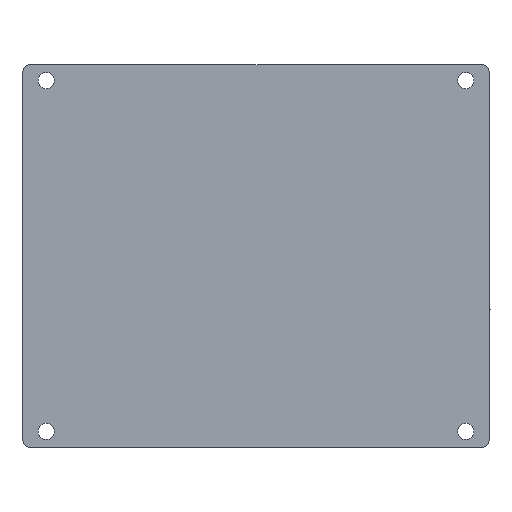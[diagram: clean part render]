
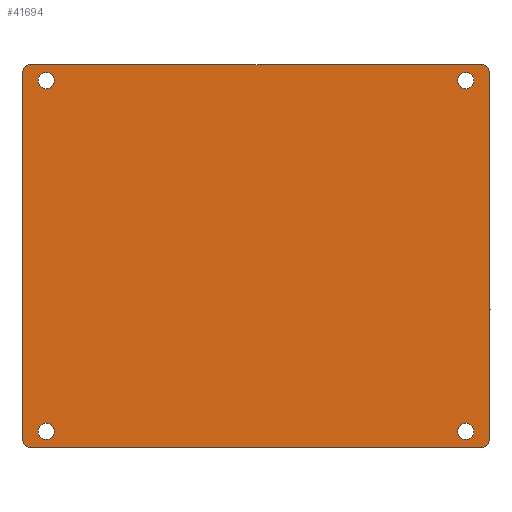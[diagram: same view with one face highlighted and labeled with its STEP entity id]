
A CAD part, front view. The second image highlights one B-rep face of the part: STEP entity #41694.
In plain terms, the highlighted planar face has unit normal (0, -1, 0).
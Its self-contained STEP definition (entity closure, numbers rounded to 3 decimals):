
#95 = CARTESIAN_POINT ( 'NONE',  ( -97., 0., -79. ) ) ;
#157 = DIRECTION ( 'NONE',  ( 0., 0., -1. ) ) ;
#230 = DIRECTION ( 'NONE',  ( 0., 1., 0. ) ) ;
#960 = ORIENTED_EDGE ( 'NONE', *, *, #30324, .F. ) ;
#1152 = VERTEX_POINT ( 'NONE', #42533 ) ;
#1264 = FACE_BOUND ( 'NONE', #3952, .T. ) ;
#1295 = AXIS2_PLACEMENT_3D ( 'NONE', #40431, #18767, #48032 ) ;
#1472 = DIRECTION ( 'NONE',  ( 0., 0., -1. ) ) ;
#1836 = EDGE_CURVE ( 'NONE', #3831, #4358, #30314, .T. ) ;
#3744 = DIRECTION ( 'NONE',  ( 0., 0., 1. ) ) ;
#3831 = VERTEX_POINT ( 'NONE', #31060 ) ;
#3952 = EDGE_LOOP ( 'NONE', ( #23184, #31970 ) ) ;
#4144 = ORIENTED_EDGE ( 'NONE', *, *, #34053, .T. ) ;
#4194 = CARTESIAN_POINT ( 'NONE',  ( 90., 0., -75.25 ) ) ;
#4358 = VERTEX_POINT ( 'NONE', #47947 ) ;
#4706 = CIRCLE ( 'NONE', #50144, 3.5 ) ;
#4777 = VERTEX_POINT ( 'NONE', #35513 ) ;
#5020 = DIRECTION ( 'NONE',  ( 0., 0., 1. ) ) ;
#5109 = CIRCLE ( 'NONE', #1295, 3.5 ) ;
#6169 = CARTESIAN_POINT ( 'NONE',  ( 90., 0., 71.75 ) ) ;
#6173 = EDGE_CURVE ( 'NONE', #24839, #27015, #19655, .T. ) ;
#6386 = CIRCLE ( 'NONE', #29239, 3.5 ) ;
#6388 = DIRECTION ( 'NONE',  ( 0., 0., 1. ) ) ;
#6741 = VECTOR ( 'NONE', #34141, 1000. ) ;
#6784 = DIRECTION ( 'NONE',  ( 0., 0., -1. ) ) ;
#6951 = EDGE_CURVE ( 'NONE', #27015, #24839, #6386, .T. ) ;
#7142 = CARTESIAN_POINT ( 'NONE',  ( -90., 0., 75.25 ) ) ;
#7156 = EDGE_CURVE ( 'NONE', #24025, #1152, #29283, .T. ) ;
#7408 = CARTESIAN_POINT ( 'NONE',  ( 90., 0., -75.25 ) ) ;
#8170 = CARTESIAN_POINT ( 'NONE',  ( -97., 0., 79. ) ) ;
#8350 = LINE ( 'NONE', #28563, #48266 ) ;
#8842 = CARTESIAN_POINT ( 'NONE',  ( -100., 0., 82. ) ) ;
#9210 = CARTESIAN_POINT ( 'NONE',  ( -90., 0., 71.75 ) ) ;
#9882 = CIRCLE ( 'NONE', #26474, 3. ) ;
#10152 = EDGE_LOOP ( 'NONE', ( #26408, #42890, #46279, #26098, #29106, #13408, #960, #24217 ) ) ;
#10260 = DIRECTION ( 'NONE',  ( 0., 0., 1. ) ) ;
#10449 = CARTESIAN_POINT ( 'NONE',  ( 97., 0., 79. ) ) ;
#10798 = DIRECTION ( 'NONE',  ( 0., 0., 1. ) ) ;
#10827 = EDGE_CURVE ( 'NONE', #41794, #24041, #39298, .T. ) ;
#10918 = LINE ( 'NONE', #8842, #25983 ) ;
#11153 = DIRECTION ( 'NONE',  ( 0., 1., 0. ) ) ;
#11631 = VERTEX_POINT ( 'NONE', #6169 ) ;
#11670 = FACE_BOUND ( 'NONE', #41184, .T. ) ;
#11736 = DIRECTION ( 'NONE',  ( 0., 1., 0. ) ) ;
#12210 = DIRECTION ( 'NONE',  ( 0., -1., 0. ) ) ;
#12495 = CARTESIAN_POINT ( 'NONE',  ( 100., 0., -79. ) ) ;
#12717 = ORIENTED_EDGE ( 'NONE', *, *, #29043, .T. ) ;
#12775 = EDGE_CURVE ( 'NONE', #1152, #24025, #15267, .T. ) ;
#12975 = CARTESIAN_POINT ( 'NONE',  ( -90., 0., 78.75 ) ) ;
#13408 = ORIENTED_EDGE ( 'NONE', *, *, #25014, .T. ) ;
#14870 = DIRECTION ( 'NONE',  ( 0., 1., 0. ) ) ;
#14886 = CARTESIAN_POINT ( 'NONE',  ( 90., 0., -78.75 ) ) ;
#15045 = DIRECTION ( 'NONE',  ( 0., 1., 0. ) ) ;
#15267 = CIRCLE ( 'NONE', #31659, 3.5 ) ;
#15461 = AXIS2_PLACEMENT_3D ( 'NONE', #49042, #230, #45935 ) ;
#15587 = PLANE ( 'NONE',  #52823 ) ;
#16323 = CARTESIAN_POINT ( 'NONE',  ( -100., 0., 79. ) ) ;
#18698 = EDGE_LOOP ( 'NONE', ( #45638, #24486 ) ) ;
#18767 = DIRECTION ( 'NONE',  ( 0., 1., 0. ) ) ;
#18873 = CIRCLE ( 'NONE', #15461, 3.5 ) ;
#19655 = CIRCLE ( 'NONE', #28516, 3.5 ) ;
#20340 = CIRCLE ( 'NONE', #40903, 3. ) ;
#20644 = CARTESIAN_POINT ( 'NONE',  ( -97., 0., 82. ) ) ;
#20912 = DIRECTION ( 'NONE',  ( 0., -1., 0. ) ) ;
#21541 = EDGE_CURVE ( 'NONE', #30334, #49953, #5109, .T. ) ;
#22225 = AXIS2_PLACEMENT_3D ( 'NONE', #7408, #28623, #36525 ) ;
#22267 = CARTESIAN_POINT ( 'NONE',  ( -90., 0., 75.25 ) ) ;
#22773 = ORIENTED_EDGE ( 'NONE', *, *, #21541, .T. ) ;
#23184 = ORIENTED_EDGE ( 'NONE', *, *, #7156, .T. ) ;
#23520 = EDGE_CURVE ( 'NONE', #49953, #30334, #40737, .T. ) ;
#24025 = VERTEX_POINT ( 'NONE', #14886 ) ;
#24041 = VERTEX_POINT ( 'NONE', #16323 ) ;
#24217 = ORIENTED_EDGE ( 'NONE', *, *, #10827, .T. ) ;
#24486 = ORIENTED_EDGE ( 'NONE', *, *, #6951, .T. ) ;
#24571 = CARTESIAN_POINT ( 'NONE',  ( 97., 0., -79. ) ) ;
#24658 = VERTEX_POINT ( 'NONE', #40755 ) ;
#24839 = VERTEX_POINT ( 'NONE', #9210 ) ;
#25014 = EDGE_CURVE ( 'NONE', #40946, #24658, #9882, .T. ) ;
#25545 = CIRCLE ( 'NONE', #37618, 3. ) ;
#25983 = VECTOR ( 'NONE', #38154, 1000. ) ;
#26098 = ORIENTED_EDGE ( 'NONE', *, *, #49021, .T. ) ;
#26408 = ORIENTED_EDGE ( 'NONE', *, *, #43680, .F. ) ;
#26474 = AXIS2_PLACEMENT_3D ( 'NONE', #10449, #52608, #10260 ) ;
#27015 = VERTEX_POINT ( 'NONE', #12975 ) ;
#27175 = EDGE_LOOP ( 'NONE', ( #4144, #12717 ) ) ;
#27687 = VERTEX_POINT ( 'NONE', #12495 ) ;
#28516 = AXIS2_PLACEMENT_3D ( 'NONE', #22267, #51470, #1472 ) ;
#28563 = CARTESIAN_POINT ( 'NONE',  ( 100., 0., -82. ) ) ;
#28623 = DIRECTION ( 'NONE',  ( 0., 1., 0. ) ) ;
#29043 = EDGE_CURVE ( 'NONE', #4777, #11631, #4706, .T. ) ;
#29098 = AXIS2_PLACEMENT_3D ( 'NONE', #8170, #12210, #37478 ) ;
#29106 = ORIENTED_EDGE ( 'NONE', *, *, #30793, .F. ) ;
#29239 = AXIS2_PLACEMENT_3D ( 'NONE', #7142, #11153, #6784 ) ;
#29283 = CIRCLE ( 'NONE', #22225, 3.5 ) ;
#30314 = LINE ( 'NONE', #33399, #6741 ) ;
#30324 = EDGE_CURVE ( 'NONE', #41794, #24658, #10918, .T. ) ;
#30334 = VERTEX_POINT ( 'NONE', #42512 ) ;
#30793 = EDGE_CURVE ( 'NONE', #40946, #27687, #8350, .T. ) ;
#31060 = CARTESIAN_POINT ( 'NONE',  ( 97., 0., -82. ) ) ;
#31659 = AXIS2_PLACEMENT_3D ( 'NONE', #4194, #49682, #157 ) ;
#31970 = ORIENTED_EDGE ( 'NONE', *, *, #12775, .T. ) ;
#32049 = DIRECTION ( 'NONE',  ( 0., 0., 1. ) ) ;
#32790 = DIRECTION ( 'NONE',  ( 0., 0., -1. ) ) ;
#33399 = CARTESIAN_POINT ( 'NONE',  ( -100., 0., -82. ) ) ;
#34053 = EDGE_CURVE ( 'NONE', #11631, #4777, #18873, .T. ) ;
#34141 = DIRECTION ( 'NONE',  ( -1., 0., 0. ) ) ;
#34920 = LINE ( 'NONE', #39744, #53075 ) ;
#35513 = CARTESIAN_POINT ( 'NONE',  ( 90., 0., 78.75 ) ) ;
#35916 = CARTESIAN_POINT ( 'NONE',  ( 90., 0., 75.25 ) ) ;
#36525 = DIRECTION ( 'NONE',  ( 0., 0., -1. ) ) ;
#36841 = CARTESIAN_POINT ( 'NONE',  ( -90., 0., -75.25 ) ) ;
#37478 = DIRECTION ( 'NONE',  ( 0., 0., 1. ) ) ;
#37618 = AXIS2_PLACEMENT_3D ( 'NONE', #95, #20912, #5020 ) ;
#38021 = ORIENTED_EDGE ( 'NONE', *, *, #23520, .T. ) ;
#38154 = DIRECTION ( 'NONE',  ( 1., 0., 0. ) ) ;
#39298 = CIRCLE ( 'NONE', #29098, 3. ) ;
#39744 = CARTESIAN_POINT ( 'NONE',  ( -100., 0., -82. ) ) ;
#40431 = CARTESIAN_POINT ( 'NONE',  ( -90., 0., -75.25 ) ) ;
#40737 = CIRCLE ( 'NONE', #43094, 3.5 ) ;
#40755 = CARTESIAN_POINT ( 'NONE',  ( 97., 0., 82. ) ) ;
#40903 = AXIS2_PLACEMENT_3D ( 'NONE', #24571, #54090, #3744 ) ;
#40946 = VERTEX_POINT ( 'NONE', #44637 ) ;
#41184 = EDGE_LOOP ( 'NONE', ( #38021, #22773 ) ) ;
#41694 = ADVANCED_FACE ( 'NONE', ( #52833, #11670, #47643, #53461, #1264 ), #15587, .F. ) ;
#41794 = VERTEX_POINT ( 'NONE', #20644 ) ;
#42512 = CARTESIAN_POINT ( 'NONE',  ( -90., 0., -71.75 ) ) ;
#42533 = CARTESIAN_POINT ( 'NONE',  ( 90., 0., -71.75 ) ) ;
#42582 = VERTEX_POINT ( 'NONE', #42732 ) ;
#42732 = CARTESIAN_POINT ( 'NONE',  ( -100., 0., -79. ) ) ;
#42890 = ORIENTED_EDGE ( 'NONE', *, *, #46878, .T. ) ;
#43094 = AXIS2_PLACEMENT_3D ( 'NONE', #36841, #11736, #49377 ) ;
#43680 = EDGE_CURVE ( 'NONE', #42582, #24041, #34920, .T. ) ;
#44637 = CARTESIAN_POINT ( 'NONE',  ( 100., 0., 79. ) ) ;
#44814 = CARTESIAN_POINT ( 'NONE',  ( 0., 0., 0. ) ) ;
#45638 = ORIENTED_EDGE ( 'NONE', *, *, #6173, .T. ) ;
#45935 = DIRECTION ( 'NONE',  ( 0., 0., 1. ) ) ;
#46279 = ORIENTED_EDGE ( 'NONE', *, *, #1836, .F. ) ;
#46878 = EDGE_CURVE ( 'NONE', #42582, #4358, #25545, .T. ) ;
#47643 = FACE_OUTER_BOUND ( 'NONE', #10152, .T. ) ;
#47947 = CARTESIAN_POINT ( 'NONE',  ( -97., 0., -82. ) ) ;
#48032 = DIRECTION ( 'NONE',  ( 0., 0., 1. ) ) ;
#48266 = VECTOR ( 'NONE', #32790, 1000. ) ;
#49021 = EDGE_CURVE ( 'NONE', #3831, #27687, #20340, .T. ) ;
#49042 = CARTESIAN_POINT ( 'NONE',  ( 90., 0., 75.25 ) ) ;
#49377 = DIRECTION ( 'NONE',  ( 0., 0., 1. ) ) ;
#49670 = CARTESIAN_POINT ( 'NONE',  ( -90., 0., -78.75 ) ) ;
#49682 = DIRECTION ( 'NONE',  ( 0., 1., 0. ) ) ;
#49953 = VERTEX_POINT ( 'NONE', #49670 ) ;
#50144 = AXIS2_PLACEMENT_3D ( 'NONE', #35916, #15045, #10798 ) ;
#51470 = DIRECTION ( 'NONE',  ( 0., 1., 0. ) ) ;
#52608 = DIRECTION ( 'NONE',  ( 0., -1., 0. ) ) ;
#52823 = AXIS2_PLACEMENT_3D ( 'NONE', #44814, #14870, #32049 ) ;
#52833 = FACE_BOUND ( 'NONE', #27175, .T. ) ;
#53075 = VECTOR ( 'NONE', #6388, 1000. ) ;
#53461 = FACE_BOUND ( 'NONE', #18698, .T. ) ;
#54090 = DIRECTION ( 'NONE',  ( 0., -1., 0. ) ) ;
